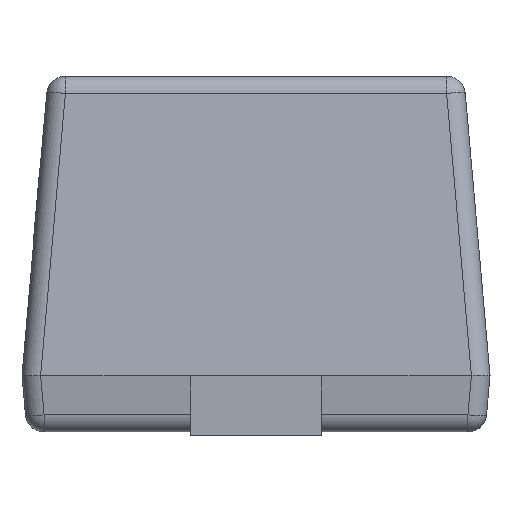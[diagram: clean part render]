
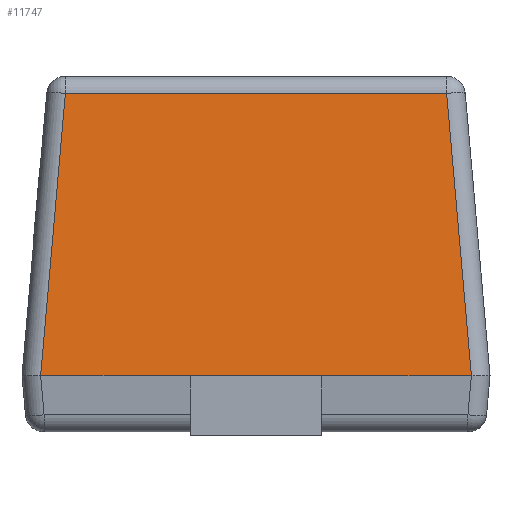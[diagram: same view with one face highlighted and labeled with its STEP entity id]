
A CAD part, left-side view. The second image highlights one B-rep face of the part: STEP entity #11747.
In plain terms, the highlighted planar face has unit normal (-0.996, 0, 0.087).
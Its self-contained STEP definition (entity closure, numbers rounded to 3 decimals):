
#515 = PLANE ( 'NONE',  #4289 ) ;
#966 = LINE ( 'NONE', #6197, #12837 ) ;
#1095 = DIRECTION ( 'NONE',  ( 0.087, 0.087, 0.992 ) ) ;
#1366 = VERTEX_POINT ( 'NONE', #11599 ) ;
#1986 = LINE ( 'NONE', #6088, #9009 ) ;
#2635 = VERTEX_POINT ( 'NONE', #12015 ) ;
#2914 = ORIENTED_EDGE ( 'NONE', *, *, #8807, .T. ) ;
#3187 = VECTOR ( 'NONE', #10017, 1000. ) ;
#3317 = ORIENTED_EDGE ( 'NONE', *, *, #11946, .T. ) ;
#3716 = VERTEX_POINT ( 'NONE', #8203 ) ;
#3850 = CARTESIAN_POINT ( 'NONE',  ( -0.85, 0.576, -0.004 ) ) ;
#3984 = LINE ( 'NONE', #3850, #3187 ) ;
#4024 = LINE ( 'NONE', #6941, #8312 ) ;
#4156 = VECTOR ( 'NONE', #7462, 1000. ) ;
#4289 = AXIS2_PLACEMENT_3D ( 'NONE', #9573, #11681, #5537 ) ;
#4534 = FACE_OUTER_BOUND ( 'NONE', #9584, .T. ) ;
#4756 = CARTESIAN_POINT ( 'NONE',  ( -0.85, 0.175, 0. ) ) ;
#5422 = ORIENTED_EDGE ( 'NONE', *, *, #8060, .T. ) ;
#5537 = DIRECTION ( 'NONE',  ( 0.087, 0., 0.996 ) ) ;
#5922 = EDGE_CURVE ( 'NONE', #8119, #3716, #11643, .T. ) ;
#6088 = CARTESIAN_POINT ( 'NONE',  ( -0.85, 0.625, 0. ) ) ;
#6197 = CARTESIAN_POINT ( 'NONE',  ( -0.841, -0.566, 0.103 ) ) ;
#6518 = ORIENTED_EDGE ( 'NONE', *, *, #9613, .T. ) ;
#6594 = LINE ( 'NONE', #11796, #7864 ) ;
#6845 = ORIENTED_EDGE ( 'NONE', *, *, #5922, .T. ) ;
#6941 = CARTESIAN_POINT ( 'NONE',  ( -0.85, 0.625, 0. ) ) ;
#7058 = DIRECTION ( 'NONE',  ( 0., -1., 0. ) ) ;
#7462 = DIRECTION ( 'NONE',  ( 0., 1., 0. ) ) ;
#7864 = VECTOR ( 'NONE', #10655, 1000. ) ;
#8060 = EDGE_CURVE ( 'NONE', #1366, #8919, #6594, .T. ) ;
#8119 = VERTEX_POINT ( 'NONE', #11724 ) ;
#8203 = CARTESIAN_POINT ( 'NONE',  ( -0.784, 0.509, 0.754 ) ) ;
#8312 = VECTOR ( 'NONE', #7058, 1000. ) ;
#8807 = EDGE_CURVE ( 'NONE', #2635, #10652, #4024, .T. ) ;
#8919 = VERTEX_POINT ( 'NONE', #13176 ) ;
#9009 = VECTOR ( 'NONE', #10155, 1000. ) ;
#9573 = CARTESIAN_POINT ( 'NONE',  ( -0.85, 0.625, 0. ) ) ;
#9584 = EDGE_LOOP ( 'NONE', ( #6845, #6518, #2914, #9666, #5422, #3317 ) ) ;
#9613 = EDGE_CURVE ( 'NONE', #3716, #2635, #3984, .T. ) ;
#9666 = ORIENTED_EDGE ( 'NONE', *, *, #11656, .T. ) ;
#10017 = DIRECTION ( 'NONE',  ( -0.087, 0.087, -0.992 ) ) ;
#10155 = DIRECTION ( 'NONE',  ( 0., -1., 0. ) ) ;
#10453 = CARTESIAN_POINT ( 'NONE',  ( -0.784, 0.555, 0.754 ) ) ;
#10652 = VERTEX_POINT ( 'NONE', #4756 ) ;
#10655 = DIRECTION ( 'NONE',  ( 0., -1., 0. ) ) ;
#11599 = CARTESIAN_POINT ( 'NONE',  ( -0.85, -0.175, 0. ) ) ;
#11643 = LINE ( 'NONE', #10453, #4156 ) ;
#11656 = EDGE_CURVE ( 'NONE', #10652, #1366, #1986, .T. ) ;
#11681 = DIRECTION ( 'NONE',  ( -0.996, 0., 0.087 ) ) ;
#11724 = CARTESIAN_POINT ( 'NONE',  ( -0.784, -0.509, 0.754 ) ) ;
#11747 = ADVANCED_FACE ( 'NONE', ( #4534 ), #515, .T. ) ;
#11796 = CARTESIAN_POINT ( 'NONE',  ( -0.85, 0.625, 0. ) ) ;
#11946 = EDGE_CURVE ( 'NONE', #8919, #8119, #966, .T. ) ;
#12015 = CARTESIAN_POINT ( 'NONE',  ( -0.85, 0.575, 0. ) ) ;
#12837 = VECTOR ( 'NONE', #1095, 1000. ) ;
#13176 = CARTESIAN_POINT ( 'NONE',  ( -0.85, -0.575, 0. ) ) ;
